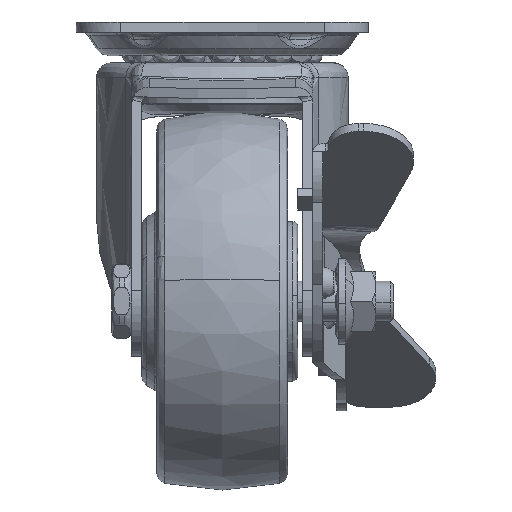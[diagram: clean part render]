
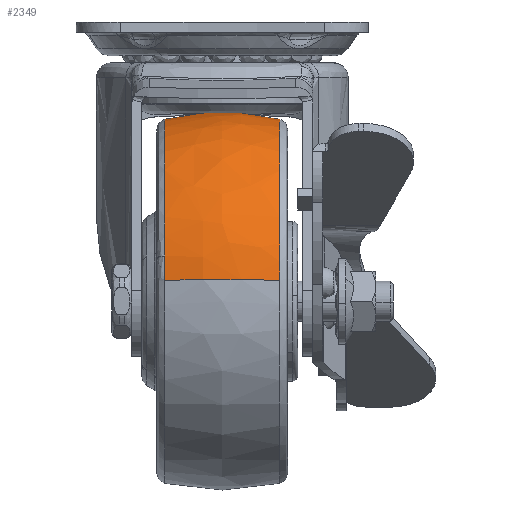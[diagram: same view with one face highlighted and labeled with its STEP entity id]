
A CAD part, left-side view. The second image highlights one B-rep face of the part: STEP entity #2349.
In plain terms, the highlighted free-form (B-spline) face has degree [2, 2] with [5, 3] control points.
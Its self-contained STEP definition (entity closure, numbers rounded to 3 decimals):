
#1465=CARTESIAN_POINT('',(-63.033,11.458,-46.505));
#1466=VERTEX_POINT('',#1465);
#1480=CARTESIAN_POINT('',(-28.0,11.458,-19.331));
#1481=VERTEX_POINT('',#1480);
#1482=CARTESIAN_POINT('',(-28.0,11.458,-19.331));
#1483=CARTESIAN_POINT('',(-56.056,11.458,-19.331));
#1484=CARTESIAN_POINT('',(-63.033,11.458,-46.505));
#1492=(BOUNDED_CURVE()B_SPLINE_CURVE(2,(#1482,#1483,#1484),.UNSPECIFIED.,.F.,.U.)B_SPLINE_CURVE_WITH_KNOTS((3,3),(0.5,0.708),.UNSPECIFIED.)CURVE()GEOMETRIC_REPRESENTATION_ITEM()RATIONAL_B_SPLINE_CURVE((1.0,0.757,0.917))REPRESENTATION_ITEM(''));
#1493=EDGE_CURVE('',#1481,#1466,#1492,.T.);
#1582=CARTESIAN_POINT('',(-63.927,11.458,-51.324));
#1583=VERTEX_POINT('',#1582);
#1599=CARTESIAN_POINT('',(-63.033,11.458,-46.505));
#1600=CARTESIAN_POINT('',(-63.644,11.458,-48.884));
#1601=CARTESIAN_POINT('',(-63.927,11.458,-51.324));
#1609=(BOUNDED_CURVE()B_SPLINE_CURVE(2,(#1599,#1600,#1601),.UNSPECIFIED.,.F.,.U.)B_SPLINE_CURVE_WITH_KNOTS((3,3),(0.708,0.73),.UNSPECIFIED.)CURVE()GEOMETRIC_REPRESENTATION_ITEM()RATIONAL_B_SPLINE_CURVE((0.917,0.935,0.957))REPRESENTATION_ITEM(''));
#1610=EDGE_CURVE('',#1466,#1583,#1609,.T.);
#1812=CARTESIAN_POINT('',(-28.0,-11.458,-19.331));
#1813=VERTEX_POINT('',#1812);
#1827=CARTESIAN_POINT('',(-63.927,-11.458,-51.324));
#1828=VERTEX_POINT('',#1827);
#1829=CARTESIAN_POINT('',(-28.0,-11.458,-19.331));
#1830=CARTESIAN_POINT('',(-60.209,-11.458,-19.331));
#1831=CARTESIAN_POINT('',(-63.927,-11.458,-51.324));
#1839=(BOUNDED_CURVE()B_SPLINE_CURVE(2,(#1829,#1830,#1831),.UNSPECIFIED.,.F.,.U.)B_SPLINE_CURVE_WITH_KNOTS((3,3),(0.5,0.73),.UNSPECIFIED.)CURVE()GEOMETRIC_REPRESENTATION_ITEM()RATIONAL_B_SPLINE_CURVE((1.0,0.731,0.957))REPRESENTATION_ITEM(''));
#1840=EDGE_CURVE('',#1813,#1828,#1839,.T.);
#2282=CARTESIAN_POINT('',(-28.,-11.458,-19.331));
#2283=CARTESIAN_POINT('',(-28.,-5.806,-18.));
#2284=CARTESIAN_POINT('',(-28.0,0.,-18.));
#2285=CARTESIAN_POINT('',(-28.,5.806,-18.));
#2286=CARTESIAN_POINT('',(-28.0,11.458,-19.331));
#2294=(BOUNDED_CURVE()B_SPLINE_CURVE(2,(#2282,#2283,#2284,#2285,#2286),.UNSPECIFIED.,.F.,.U.)B_SPLINE_CURVE_WITH_KNOTS((3,2,3),(0.409,0.5,0.591),.UNSPECIFIED.)CURVE()GEOMETRIC_REPRESENTATION_ITEM()RATIONAL_B_SPLINE_CURVE((0.938,0.962,1.0,0.962,0.938))REPRESENTATION_ITEM(''));
#2295=EDGE_CURVE('',#1813,#1481,#2294,.T.);
#2301=CARTESIAN_POINT('',(-63.927,-11.458,-51.324));
#2302=CARTESIAN_POINT('',(-65.249,-5.806,-51.17));
#2303=CARTESIAN_POINT('',(-65.249,0.,-51.17));
#2304=CARTESIAN_POINT('',(-65.249,5.806,-51.17));
#2305=CARTESIAN_POINT('',(-63.927,11.458,-51.324));
#2313=(BOUNDED_CURVE()B_SPLINE_CURVE(2,(#2301,#2302,#2303,#2304,#2305),.UNSPECIFIED.,.F.,.U.)B_SPLINE_CURVE_WITH_KNOTS((3,2,3),(0.409,0.5,0.591),.UNSPECIFIED.)CURVE()GEOMETRIC_REPRESENTATION_ITEM()RATIONAL_B_SPLINE_CURVE((0.897,0.92,0.957,0.92,0.897))REPRESENTATION_ITEM(''));
#2314=EDGE_CURVE('',#1828,#1583,#2313,.T.);
#2319=CARTESIAN_POINT('',(-28.0,-12.616,-19.618));
#2320=CARTESIAN_POINT('',(-28.0,-6.412,-18.));
#2321=CARTESIAN_POINT('',(-28.0,0.,-18.));
#2322=CARTESIAN_POINT('',(-28.0,6.412,-18.));
#2323=CARTESIAN_POINT('',(-28.,12.616,-19.618));
#2324=CARTESIAN_POINT('',(-59.953,-12.616,-19.618));
#2325=CARTESIAN_POINT('',(-61.393,-6.412,-18.));
#2326=CARTESIAN_POINT('',(-61.393,0.,-18.));
#2327=CARTESIAN_POINT('',(-61.393,6.412,-18.));
#2328=CARTESIAN_POINT('',(-59.953,12.616,-19.618));
#2329=CARTESIAN_POINT('',(-63.642,-12.616,-51.357));
#2330=CARTESIAN_POINT('',(-65.249,-6.412,-51.17));
#2331=CARTESIAN_POINT('',(-65.249,0.,-51.17));
#2332=CARTESIAN_POINT('',(-65.249,6.412,-51.17));
#2333=CARTESIAN_POINT('',(-63.642,12.616,-51.357));
#2341=(BOUNDED_SURFACE()B_SPLINE_SURFACE(2,2,((#2319,#2324,#2329),(#2320,#2325,#2330),(#2321,#2326,#2331),(#2322,#2327,#2332),(#2323,#2328,#2333)),.UNSPECIFIED.,.F.,.F.,.U.)B_SPLINE_SURFACE_WITH_KNOTS((3,2,3),(3,3),(0.0,13.17,26.339),(0.0,57.099),.UNSPECIFIED.)GEOMETRIC_REPRESENTATION_ITEM()RATIONAL_B_SPLINE_SURFACE(((0.933,0.681,0.893),(0.958,0.7,0.917),(1.0,0.731,0.957),(0.958,0.7,0.917),(0.933,0.681,0.893)))REPRESENTATION_ITEM('')SURFACE());
#2342=ORIENTED_EDGE('',*,*,#1493,.T.);
#2343=ORIENTED_EDGE('',*,*,#1610,.T.);
#2344=ORIENTED_EDGE('',*,*,#2314,.F.);
#2345=ORIENTED_EDGE('',*,*,#1840,.F.);
#2346=ORIENTED_EDGE('',*,*,#2295,.T.);
#2347=EDGE_LOOP('',(#2342,#2343,#2344,#2345,#2346));
#2348=FACE_OUTER_BOUND('',#2347,.T.);
#2349=ADVANCED_FACE('',(#2348),#2341,.T.);
